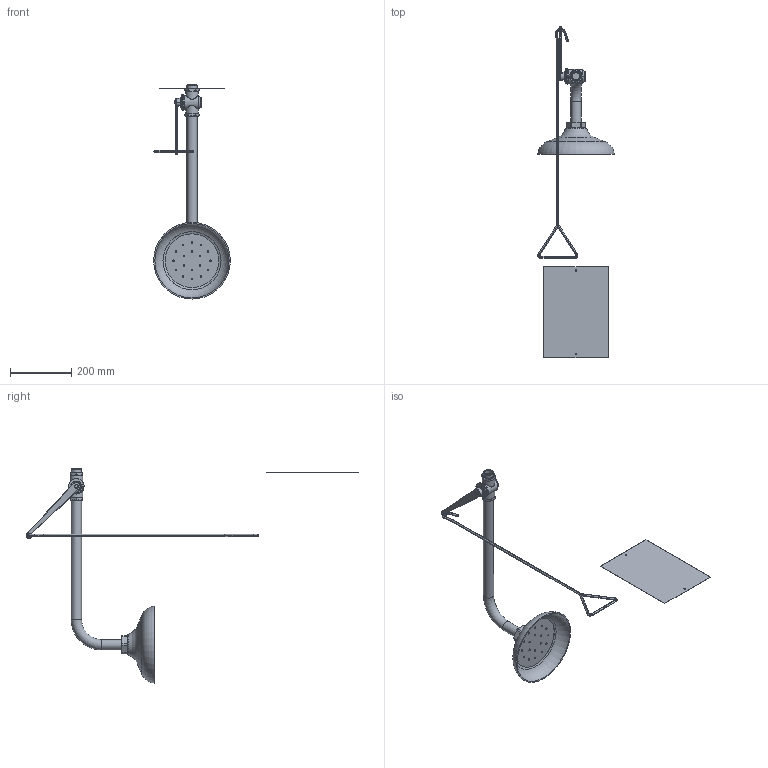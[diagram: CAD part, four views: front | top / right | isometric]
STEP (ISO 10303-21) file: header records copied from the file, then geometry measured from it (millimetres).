
FILE_DESCRIPTION(/* description */ (''),/* implementation_level */ '2;1');
FILE_NAME(/* name */ '101110.stp',/* time_stamp */ '2022-08-31T09:47:19+02:00',/* author */ ('miguelv'),/* organization */ (''),/* preprocessor_version */ 'ST-DEVELOPER v16.1',/* originating_system */ 'Autodesk Inventor 2016',/* authorisation */ '');
FILE_SCHEMA (('AUTOMOTIVE_DESIGN { 1 0 10303 214 3 1 1 }'));
Length unit declared in the file: millimetre
Products named in the file (1): 101110
Bounding box: 250 x 1081.63 x 697.75 mm (x, y, z)
Volume: 1194209.6 mm3; surface area: 436925.5 mm2
Topology: 4 solids, 4 shells, 400 faces, 920 edges, 517 vertices
Faces by surface type: cylinder 151, plane 107, torus 65, cone 34, bspline 26, sphere 17
Full cylindrical faces by diameter (mm): 5 x18, 5.459 x1, 6 x3, 6.4 x1, 7 x1, 8.7 x1, 10 x1, 12 x1, 24 x1, 26 x1, 32 x1, 33.249 x1, 33.7 x2, 41 x2, 45 x1, 50 x1, 175 x1
Entity records: 12723 total; most frequent: CARTESIAN_POINT 3657, DIRECTION 1884, ORIENTED_EDGE 1632, EDGE_CURVE 816, AXIS2_PLACEMENT_3D 807, EDGE_LOOP 528, VERTEX_POINT 506, CIRCLE 410
